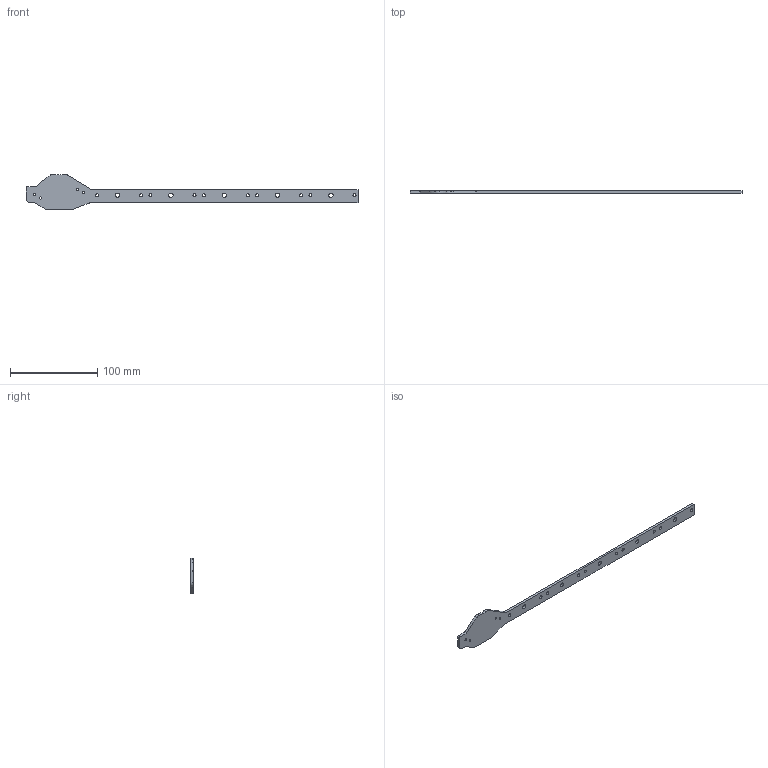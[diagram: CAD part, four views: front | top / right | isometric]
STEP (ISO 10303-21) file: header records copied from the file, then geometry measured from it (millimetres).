
FILE_DESCRIPTION(/* description */ (''),/* implementation_level */ '2;1');
FILE_NAME(/* name */ 'CNC Toolbank Cooler v3.step',/* time_stamp */ '2020-09-13T11:13:26-04:00',/* author */ (''),/* organization */ (''),/* preprocessor_version */ 'ST-DEVELOPER v18.1',/* originating_system */ 'Autodesk Translation Framework v9.3.0.1241',/* authorisation */ '');
FILE_SCHEMA (('AUTOMOTIVE_DESIGN { 1 0 10303 214 3 1 1 }'));
Length unit declared in the file: millimetre
Products named in the file (1): CNC Toolbank Cooler
Bounding box: 381.29 x 3 x 41.12 mm (x, y, z)
Volume: 20008.3 mm3; surface area: 16421.7 mm2
Topology: 1 solids, 1 shells, 49 faces, 141 edges, 94 vertices
Faces by surface type: cylinder 36, plane 13
Full cylindrical faces by diameter (mm): 2.529 x4, 3.5 x10, 5 x5
Entity records: 1756 total; most frequent: DIRECTION 313, CARTESIAN_POINT 285, ORIENTED_EDGE 282, EDGE_CURVE 141, AXIS2_PLACEMENT_3D 122, VERTEX_POINT 94, EDGE_LOOP 87, CIRCLE 72
